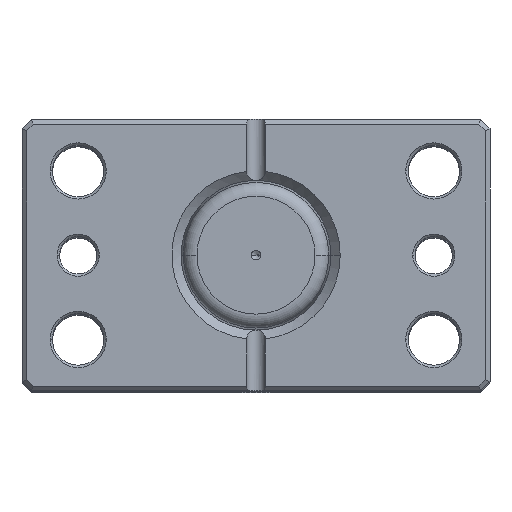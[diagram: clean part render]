
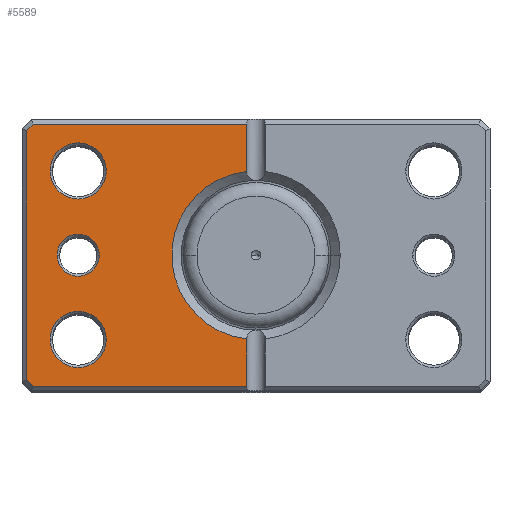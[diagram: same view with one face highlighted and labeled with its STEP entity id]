
A CAD part, top view. The second image highlights one B-rep face of the part: STEP entity #5589.
In plain terms, the highlighted face is planar.
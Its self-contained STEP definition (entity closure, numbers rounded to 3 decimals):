
#72 = CARTESIAN_POINT ( 'NONE',  ( 38., -18., 0. ) ) ;
#101 = AXIS2_PLACEMENT_3D ( 'NONE', #72, #3785, #601 ) ;
#310 = EDGE_CURVE ( 'NONE', #6407, #6857, #4366, .T. ) ;
#411 = DIRECTION ( 'NONE',  ( 0., 1., 0. ) ) ;
#423 = LINE ( 'NONE', #5995, #4497 ) ;
#586 = VERTEX_POINT ( 'NONE', #3634 ) ;
#601 = DIRECTION ( 'NONE',  ( 1., 0., 0. ) ) ;
#639 = ORIENTED_EDGE ( 'NONE', *, *, #6402, .T. ) ;
#684 = CARTESIAN_POINT ( 'NONE',  ( 0., 0., 0. ) ) ;
#731 = ORIENTED_EDGE ( 'NONE', *, *, #5277, .T. ) ;
#734 = CARTESIAN_POINT ( 'NONE',  ( 49., 26.586, 0. ) ) ;
#888 = EDGE_CURVE ( 'NONE', #5469, #1149, #2133, .T. ) ;
#908 = CARTESIAN_POINT ( 'NONE',  ( 0., 0., 0. ) ) ;
#983 = VECTOR ( 'NONE', #411, 1000. ) ;
#988 = AXIS2_PLACEMENT_3D ( 'NONE', #908, #4630, #1436 ) ;
#1030 = DIRECTION ( 'NONE',  ( 0., 0., 1. ) ) ;
#1090 = VERTEX_POINT ( 'NONE', #4996 ) ;
#1115 = DIRECTION ( 'NONE',  ( 1., 0., 0. ) ) ;
#1149 = VERTEX_POINT ( 'NONE', #1914 ) ;
#1151 = CARTESIAN_POINT ( 'NONE',  ( 37.793, -37.793, 0. ) ) ;
#1171 = DIRECTION ( 'NONE',  ( -0.707, -0.707, 0. ) ) ;
#1183 = CARTESIAN_POINT ( 'NONE',  ( 0., -28., 0. ) ) ;
#1203 = PLANE ( 'NONE',  #6401 ) ;
#1328 = DIRECTION ( 'NONE',  ( 0., 0., 1. ) ) ;
#1380 = FACE_BOUND ( 'NONE', #4804, .T. ) ;
#1436 = DIRECTION ( 'NONE',  ( 1., 0., 0. ) ) ;
#1486 = VERTEX_POINT ( 'NONE', #2845 ) ;
#1487 = CARTESIAN_POINT ( 'NONE',  ( 38., 18., 0. ) ) ;
#1492 = VECTOR ( 'NONE', #6526, 1000. ) ;
#1512 = CARTESIAN_POINT ( 'NONE',  ( 37.793, 37.793, 0. ) ) ;
#1630 = DIRECTION ( 'NONE',  ( 0., 0., 1. ) ) ;
#1900 = CARTESIAN_POINT ( 'NONE',  ( 2., 29., 0. ) ) ;
#1914 = CARTESIAN_POINT ( 'NONE',  ( 44., -18., 0. ) ) ;
#2025 = EDGE_CURVE ( 'NONE', #1090, #6264, #2402, .T. ) ;
#2032 = DIRECTION ( 'NONE',  ( 1., 0., 0. ) ) ;
#2133 = CIRCLE ( 'NONE', #3048, 6. ) ;
#2388 = CARTESIAN_POINT ( 'NONE',  ( 47.586, -28., 0. ) ) ;
#2402 = LINE ( 'NONE', #5214, #983 ) ;
#2496 = EDGE_LOOP ( 'NONE', ( #3891, #3443 ) ) ;
#2514 = AXIS2_PLACEMENT_3D ( 'NONE', #4521, #1328, #5050 ) ;
#2632 = FACE_OUTER_BOUND ( 'NONE', #4487, .T. ) ;
#2789 = CARTESIAN_POINT ( 'NONE',  ( 0., 28., 0. ) ) ;
#2806 = VERTEX_POINT ( 'NONE', #6700 ) ;
#2807 = EDGE_CURVE ( 'NONE', #3796, #2806, #4863, .T. ) ;
#2817 = DIRECTION ( 'NONE',  ( 1., 0., 0. ) ) ;
#2845 = CARTESIAN_POINT ( 'NONE',  ( 44., 18., 0. ) ) ;
#2914 = DIRECTION ( 'NONE',  ( 1., 0., 0. ) ) ;
#2925 = CARTESIAN_POINT ( 'NONE',  ( 2., -28., 0. ) ) ;
#3035 = ORIENTED_EDGE ( 'NONE', *, *, #2807, .T. ) ;
#3036 = CIRCLE ( 'NONE', #988, 18. ) ;
#3048 = AXIS2_PLACEMENT_3D ( 'NONE', #4218, #1030, #4762 ) ;
#3100 = EDGE_CURVE ( 'NONE', #6857, #6407, #4622, .T. ) ;
#3116 = AXIS2_PLACEMENT_3D ( 'NONE', #1487, #5204, #2032 ) ;
#3124 = CARTESIAN_POINT ( 'NONE',  ( 33.5, 0., 0. ) ) ;
#3267 = CARTESIAN_POINT ( 'NONE',  ( 49., -26.586, 0. ) ) ;
#3302 = VERTEX_POINT ( 'NONE', #5032 ) ;
#3345 = VERTEX_POINT ( 'NONE', #2388 ) ;
#3441 = VECTOR ( 'NONE', #4024, 1000. ) ;
#3443 = ORIENTED_EDGE ( 'NONE', *, *, #6318, .T. ) ;
#3566 = EDGE_CURVE ( 'NONE', #1149, #5469, #5523, .T. ) ;
#3605 = CIRCLE ( 'NONE', #2514, 6. ) ;
#3634 = CARTESIAN_POINT ( 'NONE',  ( 47.586, 28., 0. ) ) ;
#3642 = DIRECTION ( 'NONE',  ( 0.707, -0.707, 0. ) ) ;
#3785 = DIRECTION ( 'NONE',  ( 0., 0., 1. ) ) ;
#3796 = VERTEX_POINT ( 'NONE', #2925 ) ;
#3820 = VECTOR ( 'NONE', #1115, 1000. ) ;
#3891 = ORIENTED_EDGE ( 'NONE', *, *, #6888, .T. ) ;
#3943 = CIRCLE ( 'NONE', #3116, 6. ) ;
#4024 = DIRECTION ( 'NONE',  ( 0., 1., 0. ) ) ;
#4041 = FACE_BOUND ( 'NONE', #5223, .T. ) ;
#4110 = LINE ( 'NONE', #1151, #5351 ) ;
#4218 = CARTESIAN_POINT ( 'NONE',  ( 38., -18., 0. ) ) ;
#4305 = ORIENTED_EDGE ( 'NONE', *, *, #888, .T. ) ;
#4315 = LINE ( 'NONE', #1183, #1492 ) ;
#4366 = CIRCLE ( 'NONE', #5389, 4.5 ) ;
#4369 = EDGE_CURVE ( 'NONE', #6264, #586, #6685, .T. ) ;
#4374 = DIRECTION ( 'NONE',  ( 0., -1., 0. ) ) ;
#4456 = VERTEX_POINT ( 'NONE', #734 ) ;
#4487 = EDGE_LOOP ( 'NONE', ( #3035, #4654, #4691, #4653, #639, #6468, #6051, #731 ) ) ;
#4497 = VECTOR ( 'NONE', #4374, 1000. ) ;
#4521 = CARTESIAN_POINT ( 'NONE',  ( 38., 18., 0. ) ) ;
#4609 = CARTESIAN_POINT ( 'NONE',  ( 2., 28., 0. ) ) ;
#4622 = CIRCLE ( 'NONE', #5509, 4.5 ) ;
#4624 = DIRECTION ( 'NONE',  ( 0., 0., 1. ) ) ;
#4630 = DIRECTION ( 'NONE',  ( 0., 0., 1. ) ) ;
#4653 = ORIENTED_EDGE ( 'NONE', *, *, #4369, .T. ) ;
#4654 = ORIENTED_EDGE ( 'NONE', *, *, #6275, .T. ) ;
#4691 = ORIENTED_EDGE ( 'NONE', *, *, #2025, .T. ) ;
#4699 = EDGE_CURVE ( 'NONE', #4456, #6667, #423, .T. ) ;
#4762 = DIRECTION ( 'NONE',  ( 1., 0., 0. ) ) ;
#4804 = EDGE_LOOP ( 'NONE', ( #4305, #5250 ) ) ;
#4807 = CARTESIAN_POINT ( 'NONE',  ( 32., -18., 0. ) ) ;
#4821 = CARTESIAN_POINT ( 'NONE',  ( 38., 0., 0. ) ) ;
#4859 = VECTOR ( 'NONE', #3642, 1000. ) ;
#4863 = LINE ( 'NONE', #1900, #3441 ) ;
#4996 = CARTESIAN_POINT ( 'NONE',  ( 2., 17.889, 0. ) ) ;
#5007 = CARTESIAN_POINT ( 'NONE',  ( 42.5, 0., 0. ) ) ;
#5032 = CARTESIAN_POINT ( 'NONE',  ( 32., 18., 0. ) ) ;
#5050 = DIRECTION ( 'NONE',  ( 1., 0., 0. ) ) ;
#5204 = DIRECTION ( 'NONE',  ( 0., 0., 1. ) ) ;
#5214 = CARTESIAN_POINT ( 'NONE',  ( 2., 29., 0. ) ) ;
#5223 = EDGE_LOOP ( 'NONE', ( #5331, #5830 ) ) ;
#5250 = ORIENTED_EDGE ( 'NONE', *, *, #3566, .T. ) ;
#5277 = EDGE_CURVE ( 'NONE', #3345, #3796, #4315, .T. ) ;
#5331 = ORIENTED_EDGE ( 'NONE', *, *, #310, .T. ) ;
#5341 = DIRECTION ( 'NONE',  ( 1., 0., 0. ) ) ;
#5351 = VECTOR ( 'NONE', #1171, 1000. ) ;
#5389 = AXIS2_PLACEMENT_3D ( 'NONE', #5673, #4624, #2914 ) ;
#5469 = VERTEX_POINT ( 'NONE', #4807 ) ;
#5509 = AXIS2_PLACEMENT_3D ( 'NONE', #4821, #1630, #5341 ) ;
#5523 = CIRCLE ( 'NONE', #101, 6. ) ;
#5589 = ADVANCED_FACE ( 'NONE', ( #4041, #1380, #6903, #2632 ), #1203, .F. ) ;
#5673 = CARTESIAN_POINT ( 'NONE',  ( 38., 0., 0. ) ) ;
#5830 = ORIENTED_EDGE ( 'NONE', *, *, #3100, .T. ) ;
#5995 = CARTESIAN_POINT ( 'NONE',  ( 49., 0., 0. ) ) ;
#6027 = DIRECTION ( 'NONE',  ( 0., 0., 1. ) ) ;
#6051 = ORIENTED_EDGE ( 'NONE', *, *, #6719, .T. ) ;
#6264 = VERTEX_POINT ( 'NONE', #4609 ) ;
#6275 = EDGE_CURVE ( 'NONE', #2806, #1090, #3036, .T. ) ;
#6318 = EDGE_CURVE ( 'NONE', #1486, #3302, #3943, .T. ) ;
#6401 = AXIS2_PLACEMENT_3D ( 'NONE', #684, #6027, #2817 ) ;
#6402 = EDGE_CURVE ( 'NONE', #586, #4456, #6640, .T. ) ;
#6407 = VERTEX_POINT ( 'NONE', #3124 ) ;
#6468 = ORIENTED_EDGE ( 'NONE', *, *, #4699, .T. ) ;
#6526 = DIRECTION ( 'NONE',  ( -1., 0., 0. ) ) ;
#6640 = LINE ( 'NONE', #1512, #4859 ) ;
#6667 = VERTEX_POINT ( 'NONE', #3267 ) ;
#6685 = LINE ( 'NONE', #2789, #3820 ) ;
#6700 = CARTESIAN_POINT ( 'NONE',  ( 2., -17.889, 0. ) ) ;
#6719 = EDGE_CURVE ( 'NONE', #6667, #3345, #4110, .T. ) ;
#6857 = VERTEX_POINT ( 'NONE', #5007 ) ;
#6888 = EDGE_CURVE ( 'NONE', #3302, #1486, #3605, .T. ) ;
#6903 = FACE_BOUND ( 'NONE', #2496, .T. ) ;
